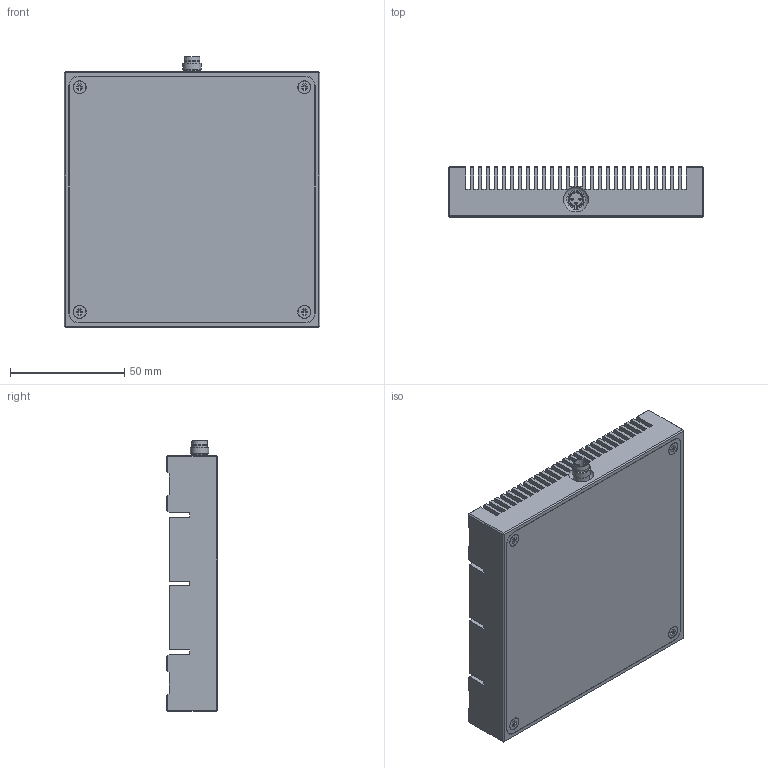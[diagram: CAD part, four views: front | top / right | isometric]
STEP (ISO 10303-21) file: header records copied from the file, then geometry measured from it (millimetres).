
FILE_DESCRIPTION(/* description */ ('Unknown'),/* implementation_level */ '2;1');
FILE_NAME(/* name */ 'MX-90-customers',/* time_stamp */ '2021-10-15T09:53:01+02:00',/* author */ ('Unknown'),/* organization */ ('Smartview s. r. o.'),/* preprocessor_version */ 'ST-DEVELOPER v18.1',/* originating_system */ 'Solid Edge',/* authorisation */ 'Unknown');
FILE_SCHEMA (('AUTOMOTIVE_DESIGN {1 0 10303 214 3 1 1}'));
Length unit declared in the file: millimetre
Products named in the file (1): MX-90-customers
Bounding box: 111.8 x 22 x 118.4 mm (x, y, z)
Volume: 203455.5 mm3; surface area: 117888.2 mm2
Topology: 1 solids, 9 shells, 1163 faces, 3196 edges, 2130 vertices
Faces by surface type: plane 1061, cylinder 77, cone 16, torus 9
Full cylindrical faces by diameter (mm): 0.7 x3, 1 x6, 2.459 x16, 3 x4, 3.2 x4, 3.242 x8, 5.5 x4, 5.6 x4, 5.8 x2, 5.9 x1, 6.8 x1, 6.804 x1, 7 x1, 8 x1
Entity records: 43723 total; most frequent: CARTESIAN_POINT 6345, ORIENTED_EDGE 6152, DIRECTION 5560, EDGE_CURVE 3076, LINE 2912, VECTOR 2912, VERTEX_POINT 2093, FACE_BOUND 1337
